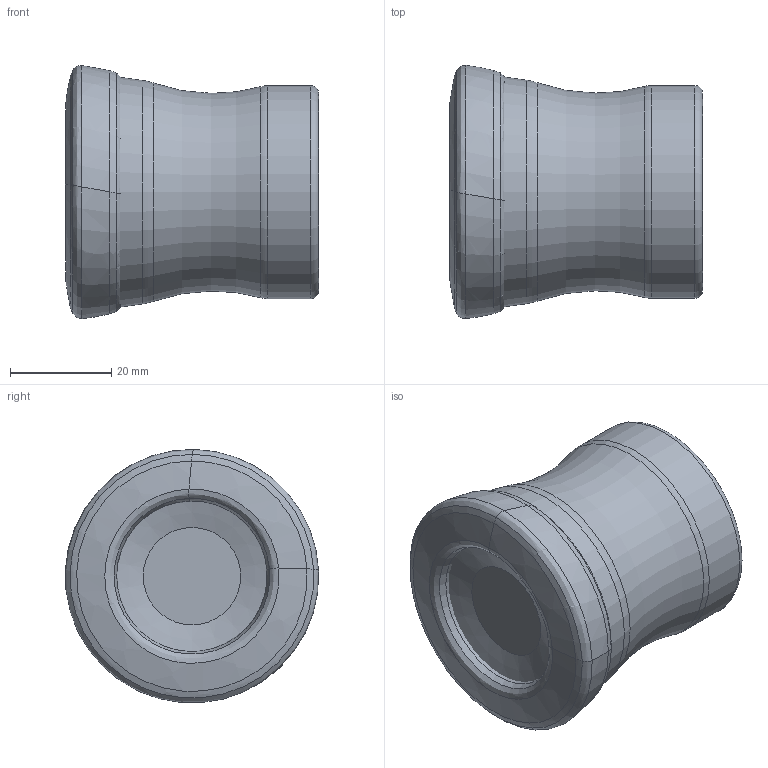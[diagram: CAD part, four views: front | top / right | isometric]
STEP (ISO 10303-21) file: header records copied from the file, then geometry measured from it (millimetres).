
FILE_DESCRIPTION(/* description */ (''),/* implementation_level */ '2;1');
FILE_NAME(/* name */ 'AHFM-SO1004-D050-A22-Z05-H.stp',/* time_stamp */ '2023-10-12T18:52:43+03:00',/* author */ (''),/* organization */ (''),/* preprocessor_version */ 'ST-DEVELOPER v19.4',/* originating_system */ 'SIEMENS PLM Software NX2306.5001',/* authorisation */ '');
FILE_SCHEMA (('AUTOMOTIVE_DESIGN { 1 0 10303 214 3 1 1 1 }'));
Length unit declared in the file: millimetre
Products named in the file (1): AHFM-SO1004-D050-A22-Z05-H-LIGHT_x_t_objects
Bounding box: 49.91 x 49.96 x 49.94 mm (x, y, z)
Volume: 78986 mm3; surface area: 14090.3 mm2
Topology: 2 solids, 2 shells, 38 faces, 73 edges, 37 vertices
Faces by surface type: bspline 24, torus 6, revolution 3, plane 2, cone 2, cylinder 1
Full cylindrical faces by diameter (mm): 42 x1
Entity records: 3198 total; most frequent: CARTESIAN_POINT 2563, ORIENTED_EDGE 122, DIRECTION 101, EDGE_CURVE 61, EDGE_LOOP 50, AXIS2_PLACEMENT_3D 49, ADVANCED_FACE 38, VERTEX_POINT 37
